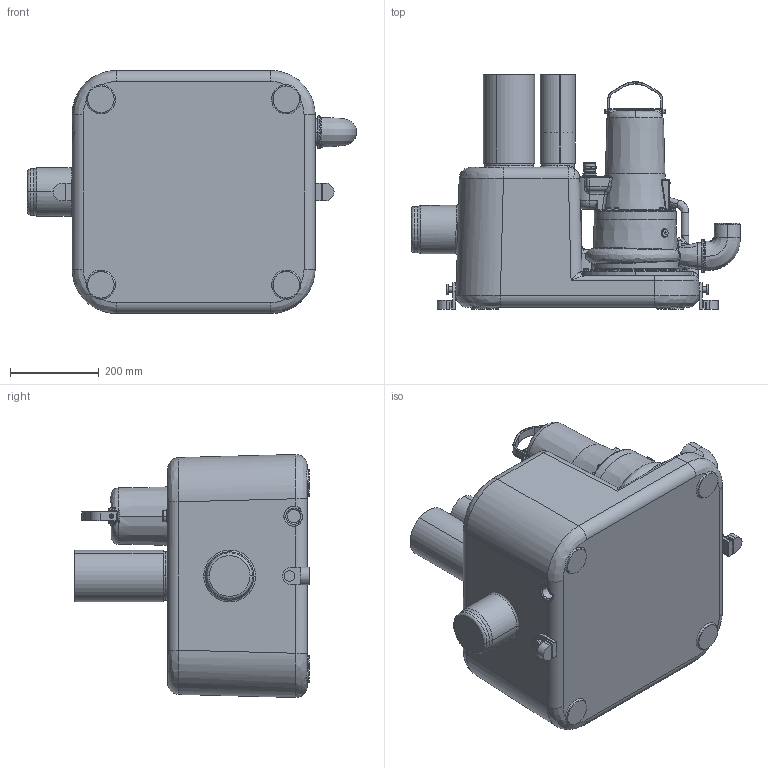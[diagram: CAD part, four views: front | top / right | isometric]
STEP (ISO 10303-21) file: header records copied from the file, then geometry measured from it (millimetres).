
FILE_DESCRIPTION (( 'STEP AP214' ), '1' );
FILE_NAME ('FHAG-2 TD-0031854.STEP', '2016-02-19T07:46:58', ( '' ), ( '' ), 'SwSTEP 2.0', 'SolidWorks 2011', '' );
FILE_SCHEMA (( 'AUTOMOTIVE_DESIGN' ));
Length unit declared in the file: millimetre
Products named in the file (4): TD-0031270; TD-0031273; TD-0031852; FHAG-2 TD-0031854
Assembly tree (3 placements, depth 2):
  FHAG-2 TD-0031854
    TD-0031852
    TD-0031273
    TD-0031270
Bounding box: 742.8 x 530 x 548.66 mm (x, y, z)
Volume: 64771849.7 mm3; surface area: 1810341 mm2
Topology: 5 solids, 5 shells, 1417 faces, 3582 edges, 2184 vertices
Faces by surface type: cylinder 459, bspline 404, plane 383, cone 168, torus 3
Entity records: 92285 total; most frequent: CARTESIAN_POINT 46582, ORIENTED_EDGE 6898, DIRECTION 5503, EDGE_CURVE 3449, VERTEX_POINT 2183, AXIS2_PLACEMENT_3D 2178, EDGE_LOOP 1590, FACE_OUTER_BOUND 1417
